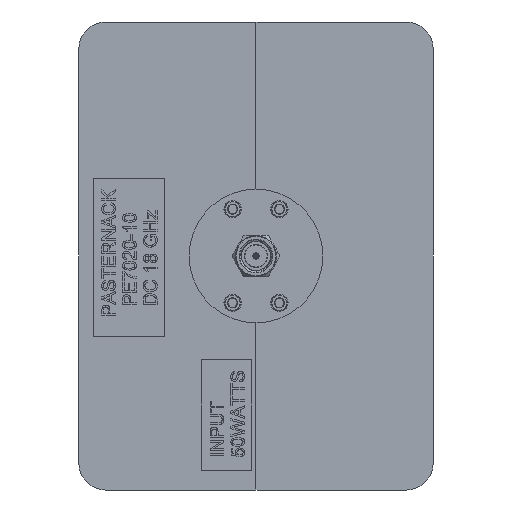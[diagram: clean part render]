
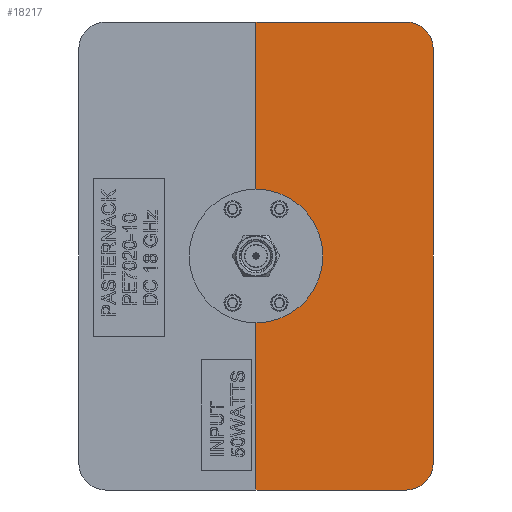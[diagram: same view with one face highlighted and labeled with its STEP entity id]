
A CAD part, left-side view. The second image highlights one B-rep face of the part: STEP entity #18217.
In plain terms, the highlighted planar face has unit normal (-1, 0, 0).
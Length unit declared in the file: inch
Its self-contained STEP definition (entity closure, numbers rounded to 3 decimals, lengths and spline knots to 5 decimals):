
#1675 = CARTESIAN_POINT ( 'NONE',  ( -1.43825, -1.125, -1.55 ) ) ;
#1770 = CARTESIAN_POINT ( 'NONE',  ( -1.43825, -1.325, 1.55 ) ) ;
#1875 = CARTESIAN_POINT ( 'NONE',  ( -1.43825, -1.325, -1.55 ) ) ;
#2386 = DIRECTION ( 'NONE',  ( 0., 0., -1. ) ) ;
#3253 = DIRECTION ( 'NONE',  ( 0., 0., -1. ) ) ;
#4114 = ORIENTED_EDGE ( 'NONE', *, *, #27511, .F. ) ;
#4199 = VERTEX_POINT ( 'NONE', #28039 ) ;
#4281 = ORIENTED_EDGE ( 'NONE', *, *, #20827, .F. ) ;
#4609 = CARTESIAN_POINT ( 'NONE',  ( -1.43825, 0., 0. ) ) ;
#4676 = ORIENTED_EDGE ( 'NONE', *, *, #19633, .T. ) ;
#4848 = CARTESIAN_POINT ( 'NONE',  ( -1.43825, 0., 1.75 ) ) ;
#5744 = VECTOR ( 'NONE', #3253, 39.37008 ) ;
#6353 = VERTEX_POINT ( 'NONE', #35857 ) ;
#6866 = DIRECTION ( 'NONE',  ( 0., 1., 0. ) ) ;
#6989 = CARTESIAN_POINT ( 'NONE',  ( -1.43825, -1.125, 1.75 ) ) ;
#8670 = VECTOR ( 'NONE', #6866, 39.37008 ) ;
#10216 = ORIENTED_EDGE ( 'NONE', *, *, #28516, .T. ) ;
#10397 = PLANE ( 'NONE',  #18708 ) ;
#10753 = VERTEX_POINT ( 'NONE', #1875 ) ;
#11590 = ORIENTED_EDGE ( 'NONE', *, *, #17331, .T. ) ;
#12742 = CARTESIAN_POINT ( 'NONE',  ( -1.43825, -1.125, -1.75 ) ) ;
#12766 = DIRECTION ( 'NONE',  ( -1., 0., 0. ) ) ;
#12865 = CIRCLE ( 'NONE', #34837, 0.2 ) ;
#13152 = CARTESIAN_POINT ( 'NONE',  ( -1.43825, 0., -1.75 ) ) ;
#13849 = DIRECTION ( 'NONE',  ( -1., 0., 0. ) ) ;
#14075 = DIRECTION ( 'NONE',  ( 0., 1., 0. ) ) ;
#14930 = CARTESIAN_POINT ( 'NONE',  ( -1.43825, -1.325, 1.75 ) ) ;
#15470 = VECTOR ( 'NONE', #2386, 39.37008 ) ;
#16003 = CARTESIAN_POINT ( 'NONE',  ( -1.43825, -1.125, 1.55 ) ) ;
#16209 = ORIENTED_EDGE ( 'NONE', *, *, #30497, .T. ) ;
#16573 = DIRECTION ( 'NONE',  ( 0., 0., 1. ) ) ;
#17331 = EDGE_CURVE ( 'NONE', #35907, #4199, #26373, .T. ) ;
#17595 = ORIENTED_EDGE ( 'NONE', *, *, #31263, .T. ) ;
#17910 = CARTESIAN_POINT ( 'NONE',  ( -1.43825, 0., 1.75 ) ) ;
#18145 = EDGE_CURVE ( 'NONE', #27962, #38763, #30852, .T. ) ;
#18217 = ADVANCED_FACE ( 'NONE', ( #25335 ), #10397, .T. ) ;
#18708 = AXIS2_PLACEMENT_3D ( 'NONE', #21608, #12766, #22387 ) ;
#19633 = EDGE_CURVE ( 'NONE', #24179, #35907, #29423, .T. ) ;
#20727 = ORIENTED_EDGE ( 'NONE', *, *, #18145, .F. ) ;
#20827 = EDGE_CURVE ( 'NONE', #35914, #10753, #27130, .T. ) ;
#21527 = DIRECTION ( 'NONE',  ( 0., 0., 1. ) ) ;
#21608 = CARTESIAN_POINT ( 'NONE',  ( -1.43825, 0., 1.75 ) ) ;
#22188 = CARTESIAN_POINT ( 'NONE',  ( -1.43825, 0., -1.75 ) ) ;
#22387 = DIRECTION ( 'NONE',  ( 0., 0., 1. ) ) ;
#22799 = CARTESIAN_POINT ( 'NONE',  ( -1.43825, 0., 1.75 ) ) ;
#24179 = VERTEX_POINT ( 'NONE', #6989 ) ;
#25335 = FACE_OUTER_BOUND ( 'NONE', #35221, .T. ) ;
#26373 = LINE ( 'NONE', #17910, #15470 ) ;
#26497 = AXIS2_PLACEMENT_3D ( 'NONE', #16003, #36487, #21527 ) ;
#26937 = DIRECTION ( 'NONE',  ( 0., 0., -1. ) ) ;
#27033 = LINE ( 'NONE', #38828, #5744 ) ;
#27130 = LINE ( 'NONE', #14930, #30097 ) ;
#27511 = EDGE_CURVE ( 'NONE', #6353, #4199, #34282, .T. ) ;
#27962 = VERTEX_POINT ( 'NONE', #12742 ) ;
#28039 = CARTESIAN_POINT ( 'NONE',  ( -1.43825, 0., 0.5 ) ) ;
#28516 = EDGE_CURVE ( 'NONE', #27962, #10753, #12865, .T. ) ;
#29423 = LINE ( 'NONE', #4848, #37575 ) ;
#30097 = VECTOR ( 'NONE', #26937, 39.37008 ) ;
#30497 = EDGE_CURVE ( 'NONE', #6353, #38763, #27033, .T. ) ;
#30852 = LINE ( 'NONE', #22188, #8670 ) ;
#31263 = EDGE_CURVE ( 'NONE', #35914, #24179, #37150, .T. ) ;
#31527 = DIRECTION ( 'NONE',  ( -1., 0., 0. ) ) ;
#34282 = CIRCLE ( 'NONE', #36179, 0.5 ) ;
#34837 = AXIS2_PLACEMENT_3D ( 'NONE', #1675, #13849, #37828 ) ;
#35221 = EDGE_LOOP ( 'NONE', ( #4676, #11590, #4114, #16209, #20727, #10216, #4281, #17595 ) ) ;
#35857 = CARTESIAN_POINT ( 'NONE',  ( -1.43825, 0., -0.5 ) ) ;
#35907 = VERTEX_POINT ( 'NONE', #22799 ) ;
#35914 = VERTEX_POINT ( 'NONE', #1770 ) ;
#36179 = AXIS2_PLACEMENT_3D ( 'NONE', #4609, #31527, #16573 ) ;
#36487 = DIRECTION ( 'NONE',  ( -1., 0., 0. ) ) ;
#37150 = CIRCLE ( 'NONE', #26497, 0.2 ) ;
#37575 = VECTOR ( 'NONE', #14075, 39.37008 ) ;
#37828 = DIRECTION ( 'NONE',  ( 0., 0., 1. ) ) ;
#38763 = VERTEX_POINT ( 'NONE', #13152 ) ;
#38828 = CARTESIAN_POINT ( 'NONE',  ( -1.43825, 0., 1.75 ) ) ;
